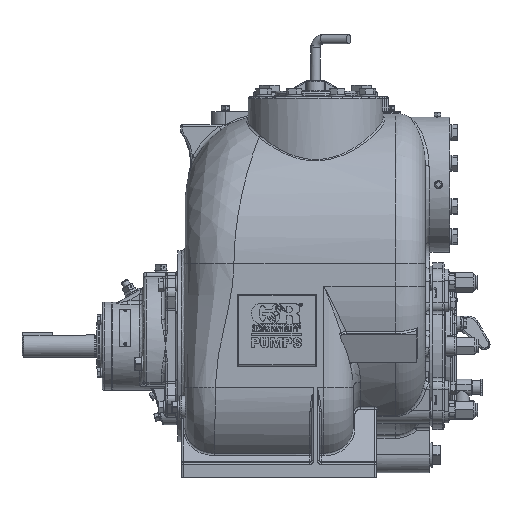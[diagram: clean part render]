
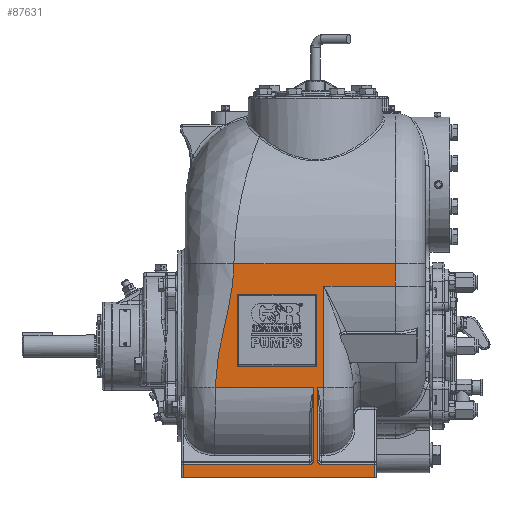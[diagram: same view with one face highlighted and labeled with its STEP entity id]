
A CAD part, left-side view. The second image highlights one B-rep face of the part: STEP entity #87631.
In plain terms, the highlighted planar face has unit normal (-1, 0, 0).
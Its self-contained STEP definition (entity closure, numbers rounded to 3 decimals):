
#101=(
BOUNDED_CURVE()
B_SPLINE_CURVE(3,(#135782,#135783,#135784,#135785),.UNSPECIFIED.,.F.,.F.)
B_SPLINE_CURVE_WITH_KNOTS((4,4),(0.,1.),.PIECEWISE_BEZIER_KNOTS.)
CURVE()
GEOMETRIC_REPRESENTATION_ITEM()
RATIONAL_B_SPLINE_CURVE((1.,1.,1.,1.))
REPRESENTATION_ITEM('')
);
#7000=LINE('',#132812,#11477);
#7001=LINE('',#132814,#11478);
#7003=LINE('',#132826,#11480);
#7004=LINE('',#132831,#11481);
#7006=LINE('',#132840,#11483);
#7007=LINE('',#132842,#11484);
#7008=LINE('',#132906,#11485);
#7009=LINE('',#132914,#11486);
#7010=LINE('',#132916,#11487);
#7011=LINE('',#132920,#11488);
#7036=LINE('',#133380,#11513);
#7189=LINE('',#135945,#11666);
#7190=LINE('',#135947,#11667);
#7191=LINE('',#135949,#11668);
#7192=LINE('',#135950,#11669);
#7193=LINE('',#135952,#11670);
#7194=LINE('',#135954,#11671);
#11477=VECTOR('',#107919,1000.);
#11478=VECTOR('',#107922,1000.);
#11480=VECTOR('',#107936,1000.);
#11481=VECTOR('',#107941,1000.);
#11483=VECTOR('',#107953,1000.);
#11484=VECTOR('',#107956,1000.);
#11485=VECTOR('',#107959,1000.);
#11486=VECTOR('',#107968,1000.);
#11487=VECTOR('',#107971,1000.);
#11488=VECTOR('',#107976,1000.);
#11513=VECTOR('',#108087,1000.);
#11666=VECTOR('',#108536,1000.);
#11667=VECTOR('',#108537,1000.);
#11668=VECTOR('',#108538,1000.);
#11669=VECTOR('',#108539,1000.);
#11670=VECTOR('',#108540,1000.);
#11671=VECTOR('',#108541,1000.);
#25128=ORIENTED_EDGE('',*,*,#36167,.F.);
#25129=ORIENTED_EDGE('',*,*,#36165,.F.);
#25130=ORIENTED_EDGE('',*,*,#36164,.F.);
#25131=ORIENTED_EDGE('',*,*,#36160,.F.);
#25132=ORIENTED_EDGE('',*,*,#36238,.T.);
#25133=ORIENTED_EDGE('',*,*,#36504,.T.);
#25134=ORIENTED_EDGE('',*,*,#36505,.T.);
#25135=ORIENTED_EDGE('',*,*,#36506,.T.);
#25136=ORIENTED_EDGE('',*,*,#36485,.T.);
#25137=ORIENTED_EDGE('',*,*,#36158,.F.);
#25138=ORIENTED_EDGE('',*,*,#36157,.T.);
#25139=ORIENTED_EDGE('',*,*,#36155,.F.);
#25140=ORIENTED_EDGE('',*,*,#36152,.T.);
#25141=ORIENTED_EDGE('',*,*,#36507,.T.);
#25142=ORIENTED_EDGE('',*,*,#36508,.F.);
#25143=ORIENTED_EDGE('',*,*,#36509,.T.);
#25144=ORIENTED_EDGE('',*,*,#36150,.T.);
#25145=ORIENTED_EDGE('',*,*,#36146,.F.);
#25146=ORIENTED_EDGE('',*,*,#36144,.T.);
#25147=ORIENTED_EDGE('',*,*,#36143,.F.);
#36143=EDGE_CURVE('',#42601,#42548,#7000,.T.);
#36144=EDGE_CURVE('',#42742,#42548,#7001,.F.);
#36146=EDGE_CURVE('',#42742,#42743,#46286,.T.);
#36150=EDGE_CURVE('',#42744,#42743,#7003,.T.);
#36152=EDGE_CURVE('',#42748,#42747,#7004,.T.);
#36155=EDGE_CURVE('',#42748,#42749,#46291,.T.);
#36157=EDGE_CURVE('',#42554,#42749,#7006,.T.);
#36158=EDGE_CURVE('',#42554,#42750,#7007,.T.);
#36160=EDGE_CURVE('',#42751,#42752,#7008,.T.);
#36164=EDGE_CURVE('',#42752,#42753,#7009,.T.);
#36165=EDGE_CURVE('',#42753,#42754,#7010,.T.);
#36167=EDGE_CURVE('',#42754,#42751,#7011,.T.);
#36238=EDGE_CURVE('',#42601,#42801,#7036,.T.);
#36485=EDGE_CURVE('',#42934,#42750,#101,.F.);
#36504=EDGE_CURVE('',#42801,#42944,#7189,.T.);
#36505=EDGE_CURVE('',#42944,#42945,#7190,.T.);
#36506=EDGE_CURVE('',#42945,#42934,#7191,.T.);
#36507=EDGE_CURVE('',#42747,#42946,#7192,.F.);
#36508=EDGE_CURVE('',#42947,#42946,#7193,.T.);
#36509=EDGE_CURVE('',#42947,#42744,#7194,.T.);
#42548=VERTEX_POINT('',#131132);
#42554=VERTEX_POINT('',#131181);
#42601=VERTEX_POINT('',#131584);
#42742=VERTEX_POINT('',#132815);
#42743=VERTEX_POINT('',#132819);
#42744=VERTEX_POINT('',#132823);
#42747=VERTEX_POINT('',#132830);
#42748=VERTEX_POINT('',#132832);
#42749=VERTEX_POINT('',#132837);
#42750=VERTEX_POINT('',#132843);
#42751=VERTEX_POINT('',#132907);
#42752=VERTEX_POINT('',#132908);
#42753=VERTEX_POINT('',#132913);
#42754=VERTEX_POINT('',#132917);
#42801=VERTEX_POINT('',#133379);
#42934=VERTEX_POINT('',#135482);
#42944=VERTEX_POINT('',#135946);
#42945=VERTEX_POINT('',#135948);
#42946=VERTEX_POINT('',#135951);
#42947=VERTEX_POINT('',#135953);
#46286=CIRCLE('',#93258,6.35);
#46291=CIRCLE('',#93266,6.35);
#50371=EDGE_LOOP('',(#25128,#25129,#25130,#25131));
#50372=EDGE_LOOP('',(#25132,#25133,#25134,#25135,#25136,#25137,#25138,#25139,
#25140,#25141,#25142,#25143,#25144,#25145,#25146,#25147));
#54900=FACE_BOUND('',#50371,.T.);
#54901=FACE_BOUND('',#50372,.T.);
#57873=PLANE('',#93468);
#87631=ADVANCED_FACE('',(#54900,#54901),#57873,.T.);
#93258=AXIS2_PLACEMENT_3D('',#132818,#107927,#107928);
#93266=AXIS2_PLACEMENT_3D('',#132836,#107947,#107948);
#93468=AXIS2_PLACEMENT_3D('',#135944,#108534,#108535);
#107919=DIRECTION('',(0.,1.,0.));
#107922=DIRECTION('',(0.,0.,-1.));
#107927=DIRECTION('',(-1.,0.,0.));
#107928=DIRECTION('',(0.,0.,1.));
#107936=DIRECTION('',(0.,1.,0.));
#107941=DIRECTION('',(0.,1.,0.));
#107947=DIRECTION('',(-1.,0.,0.));
#107948=DIRECTION('',(0.,0.,1.));
#107953=DIRECTION('',(0.,0.,-1.));
#107956=DIRECTION('',(0.,1.,0.));
#107959=DIRECTION('',(0.,0.,-1.));
#107968=DIRECTION('',(0.,-1.,0.));
#107971=DIRECTION('',(0.,0.,1.));
#107976=DIRECTION('',(0.,1.,0.));
#108087=DIRECTION('',(0.,0.,1.));
#108534=DIRECTION('',(-1.,0.,0.));
#108535=DIRECTION('',(0.,0.,1.));
#108536=DIRECTION('',(0.,-1.,0.));
#108537=DIRECTION('',(0.,0.,1.));
#108538=DIRECTION('',(0.,1.,0.));
#108539=DIRECTION('',(0.,0.,1.));
#108540=DIRECTION('',(0.,1.,0.));
#108541=DIRECTION('',(0.,0.,1.));
#131132=CARTESIAN_POINT('',(-254.,-3.175,-69.85));
#131181=CARTESIAN_POINT('',(-254.,3.175,-69.85));
#131584=CARTESIAN_POINT('',(-254.,-14.224,-69.85));
#132812=CARTESIAN_POINT('',(-254.,-63.5,-69.85));
#132814=CARTESIAN_POINT('',(-254.,-3.175,-69.85));
#132815=CARTESIAN_POINT('',(-254.,-3.175,-193.675));
#132818=CARTESIAN_POINT('',(-254.,-9.525,-193.675));
#132819=CARTESIAN_POINT('',(-254.,-9.525,-200.025));
#132823=CARTESIAN_POINT('',(-254.,-99.949,-200.025));
#132826=CARTESIAN_POINT('',(-254.,-63.5,-200.025));
#132830=CARTESIAN_POINT('',(-254.,223.901,-200.025));
#132831=CARTESIAN_POINT('',(-254.,-63.5,-200.025));
#132832=CARTESIAN_POINT('',(-254.,9.525,-200.025));
#132836=CARTESIAN_POINT('',(-254.,9.525,-193.675));
#132837=CARTESIAN_POINT('',(-254.,3.175,-193.675));
#132840=CARTESIAN_POINT('',(-254.,3.175,-196.85));
#132842=CARTESIAN_POINT('',(-254.,-63.5,-69.85));
#132843=CARTESIAN_POINT('',(-254.,169.926,-69.85));
#132906=CARTESIAN_POINT('',(-254.,132.588,-31.648));
#132907=CARTESIAN_POINT('',(-254.,132.588,88.138));
#132908=CARTESIAN_POINT('',(-254.,132.588,-33.934));
#132913=CARTESIAN_POINT('',(-254.,-2.184,-33.934));
#132914=CARTESIAN_POINT('',(-254.,0.102,-33.934));
#132916=CARTESIAN_POINT('',(-254.,-2.184,85.852));
#132917=CARTESIAN_POINT('',(-254.,-2.184,88.138));
#132920=CARTESIAN_POINT('',(-254.,130.302,88.138));
#133379=CARTESIAN_POINT('',(-254.,-14.224,101.6));
#133380=CARTESIAN_POINT('',(-254.,-14.224,101.6));
#135482=CARTESIAN_POINT('',(-254.,138.176,139.7));
#135782=CARTESIAN_POINT('',(-254.,169.926,-69.85));
#135783=CARTESIAN_POINT('',(-254.,169.926,0.));
#135784=CARTESIAN_POINT('',(-254.,138.176,69.85));
#135785=CARTESIAN_POINT('',(-254.,138.176,139.7));
#135944=CARTESIAN_POINT('',(-254.,-63.5,-69.85));
#135945=CARTESIAN_POINT('',(-254.,699.463,101.6));
#135946=CARTESIAN_POINT('',(-254.,-134.874,101.6));
#135947=CARTESIAN_POINT('',(-254.,-134.874,139.7));
#135948=CARTESIAN_POINT('',(-254.,-134.874,139.7));
#135949=CARTESIAN_POINT('',(-254.,-63.5,139.7));
#135950=CARTESIAN_POINT('',(-254.,223.901,-69.85));
#135951=CARTESIAN_POINT('',(-254.,223.901,-222.25));
#135952=CARTESIAN_POINT('',(-254.,-103.124,-222.25));
#135953=CARTESIAN_POINT('',(-254.,-99.949,-222.25));
#135954=CARTESIAN_POINT('',(-254.,-99.949,-196.85));
